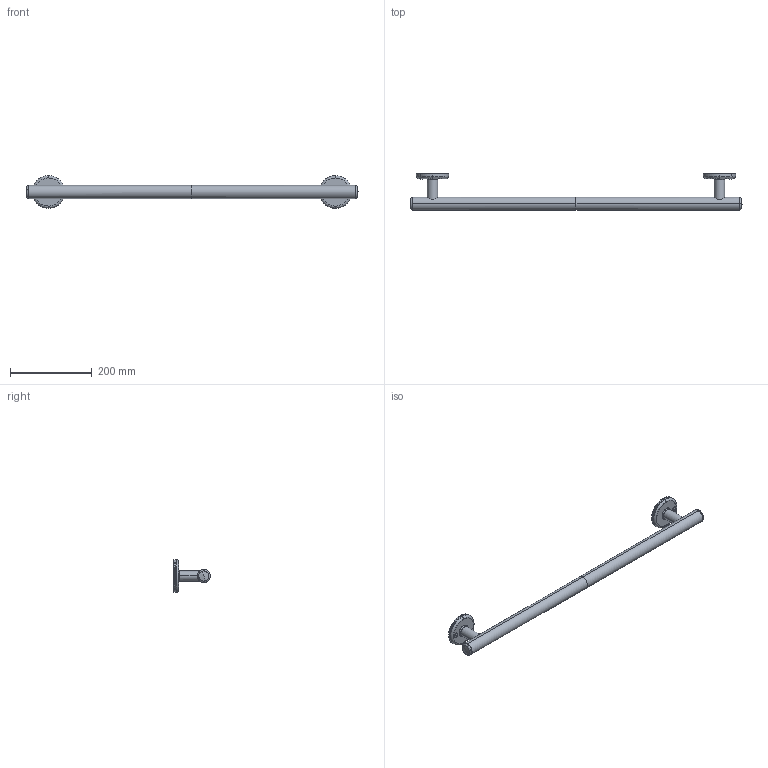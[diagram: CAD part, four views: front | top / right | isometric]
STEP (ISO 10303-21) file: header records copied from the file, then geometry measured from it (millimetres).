
FILE_DESCRIPTION(/* description */ (''),/* implementation_level */ '2;1');
FILE_NAME(/* name */ 'STEP - RM 700',/* time_stamp */ '2024-04-11T08:28:17+10:00',/* author */ (''),/* organization */ (''),/* preprocessor_version */ 'ST-DEVELOPER v16.5',/* originating_system */ 'Rhino 7.23',/* authorisation */ '');
FILE_SCHEMA (('AUTOMOTIVE_DESIGN'));
Length unit declared in the file: millimetre
Products named in the file (1): Document
Bounding box: 809.86 x 89.27 x 79.6 mm (x, y, z)
Surface area: 136178 mm2 (no closed solid volume)
Topology: 0 solids, 3 shells, 276 faces, 790 edges, 520 vertices
Faces by surface type: bspline 148, plane 74, cylinder 54
Entity records: 16805 total; most frequent: CARTESIAN_POINT 12198, ORIENTED_EDGE 1574, EDGE_CURVE 790, VERTEX_POINT 520, B_SPLINE_CURVE_WITH_KNOTS 376, EDGE_LOOP 328, ADVANCED_FACE 276, FACE_OUTER_BOUND 276
